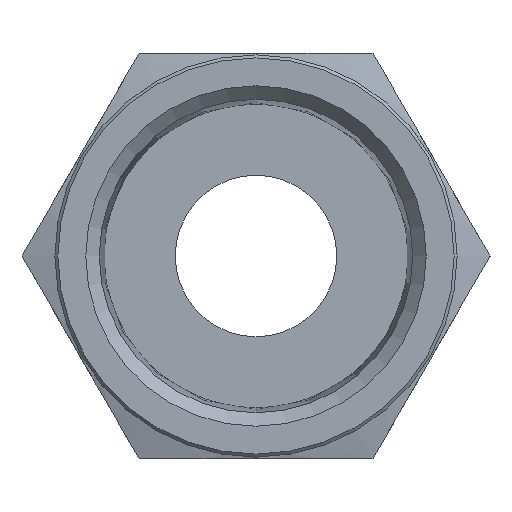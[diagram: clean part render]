
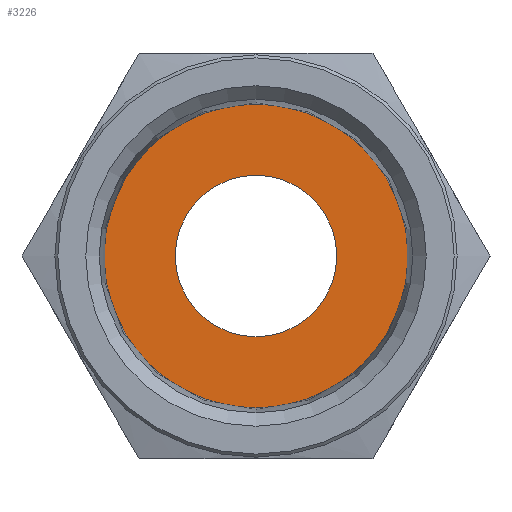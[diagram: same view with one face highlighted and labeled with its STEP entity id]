
A CAD part, left-side view. The second image highlights one B-rep face of the part: STEP entity #3226.
In plain terms, the highlighted planar face has unit normal (-1, 0, 0).
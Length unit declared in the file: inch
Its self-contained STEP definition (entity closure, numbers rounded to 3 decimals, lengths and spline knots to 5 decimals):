
#3175=CARTESIAN_POINT('',(1.31,0.,-0.3985));
#3176=VERTEX_POINT('',#3175);
#3177=CARTESIAN_POINT('',(1.31,0.,0.0));
#3178=DIRECTION('',(1.0,0.0,0.0));
#3179=DIRECTION('',(0.0,0.0,1.0));
#3180=AXIS2_PLACEMENT_3D('',#3177,#3178,#3179);
#3181=CIRCLE('',#3180,0.3985);
#3182=EDGE_CURVE('',#3176,#3176,#3181,.T.);
#3203=CARTESIAN_POINT('',(1.31,0.,0.75));
#3204=VERTEX_POINT('',#3203);
#3205=CARTESIAN_POINT('',(1.31,0.,0.0));
#3206=DIRECTION('',(-1.0,0.0,0.0));
#3207=DIRECTION('',(0.0,0.0,1.0));
#3208=AXIS2_PLACEMENT_3D('',#3205,#3206,#3207);
#3209=CIRCLE('',#3208,0.75);
#3210=EDGE_CURVE('',#3204,#3204,#3209,.T.);
#3215=CARTESIAN_POINT('',(1.31,0.75,0.0));
#3216=DIRECTION('',(1.0,0.0,0.0));
#3217=DIRECTION('',(0.0,0.0,-1.0));
#3218=AXIS2_PLACEMENT_3D('',#3215,#3216,#3217);
#3219=PLANE('',#3218);
#3220=ORIENTED_EDGE('',*,*,#3210,.T.);
#3221=EDGE_LOOP('',(#3220));
#3222=FACE_OUTER_BOUND('',#3221,.T.);
#3223=ORIENTED_EDGE('',*,*,#3182,.T.);
#3224=EDGE_LOOP('',(#3223));
#3225=FACE_BOUND('',#3224,.T.);
#3226=ADVANCED_FACE('',(#3222,#3225),#3219,.F.);
